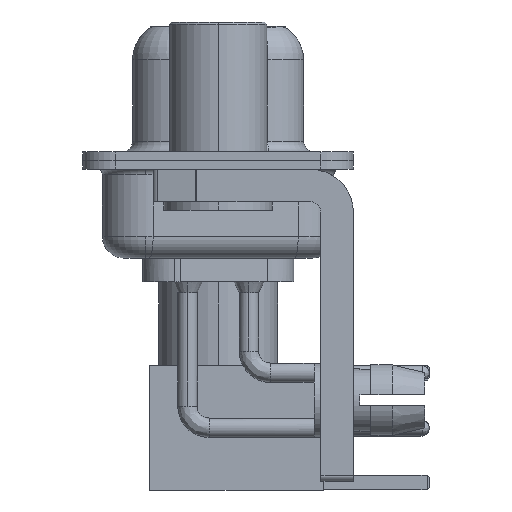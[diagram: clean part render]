
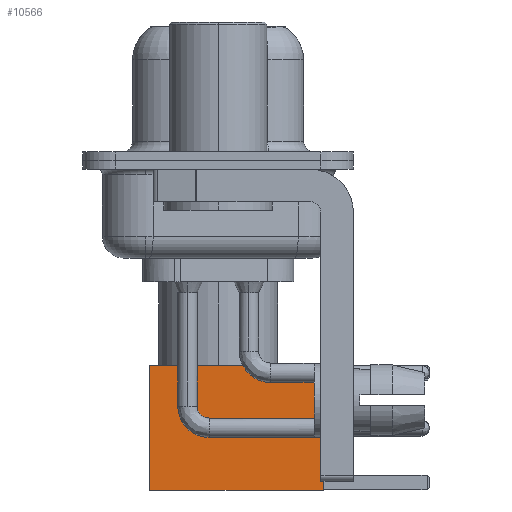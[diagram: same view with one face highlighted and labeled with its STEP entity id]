
A CAD part, left-side view. The second image highlights one B-rep face of the part: STEP entity #10566.
In plain terms, the highlighted face is planar.
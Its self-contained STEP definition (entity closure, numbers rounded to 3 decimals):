
#350 = EDGE_LOOP ( 'NONE', ( #20116, #17153, #10504, #19436 ) ) ;
#805 = CARTESIAN_POINT ( 'NONE',  ( -2.875, 2.875, 0. ) ) ;
#865 = DIRECTION ( 'NONE',  ( 0., 0., -1. ) ) ;
#1527 = EDGE_CURVE ( 'NONE', #18441, #18448, #16046, .T. ) ;
#1581 = CARTESIAN_POINT ( 'NONE',  ( 2.875, 2.875, 0. ) ) ;
#2666 = CARTESIAN_POINT ( 'NONE',  ( 2.875, 2.875, 0. ) ) ;
#3642 = CARTESIAN_POINT ( 'NONE',  ( 2.875, 2.875, 8. ) ) ;
#5273 = VECTOR ( 'NONE', #17151, 1000. ) ;
#5887 = PLANE ( 'NONE',  #9063 ) ;
#6372 = CARTESIAN_POINT ( 'NONE',  ( 0., 2.875, 8. ) ) ;
#8305 = CARTESIAN_POINT ( 'NONE',  ( -2.875, 2.875, 8. ) ) ;
#8831 = EDGE_CURVE ( 'NONE', #18441, #22010, #17464, .T. ) ;
#9063 = AXIS2_PLACEMENT_3D ( 'NONE', #15399, #23071, #23588 ) ;
#10274 = CARTESIAN_POINT ( 'NONE',  ( -2.875, 2.875, 0. ) ) ;
#10504 = ORIENTED_EDGE ( 'NONE', *, *, #21448, .F. ) ;
#10566 = ADVANCED_FACE ( 'NONE', ( #23197 ), #5887, .T. ) ;
#11699 = LINE ( 'NONE', #10274, #21340 ) ;
#14131 = DIRECTION ( 'NONE',  ( 0., 0., -1. ) ) ;
#15241 = LINE ( 'NONE', #19328, #5273 ) ;
#15399 = CARTESIAN_POINT ( 'NONE',  ( 2.875, 2.875, 0. ) ) ;
#16046 = LINE ( 'NONE', #2666, #18395 ) ;
#17151 = DIRECTION ( 'NONE',  ( -1., 0., 0. ) ) ;
#17153 = ORIENTED_EDGE ( 'NONE', *, *, #17512, .T. ) ;
#17464 = LINE ( 'NONE', #6372, #22102 ) ;
#17512 = EDGE_CURVE ( 'NONE', #18448, #20588, #15241, .T. ) ;
#18395 = VECTOR ( 'NONE', #865, 1000. ) ;
#18441 = VERTEX_POINT ( 'NONE', #3642 ) ;
#18448 = VERTEX_POINT ( 'NONE', #1581 ) ;
#19328 = CARTESIAN_POINT ( 'NONE',  ( 0., 2.875, 0. ) ) ;
#19436 = ORIENTED_EDGE ( 'NONE', *, *, #8831, .F. ) ;
#20116 = ORIENTED_EDGE ( 'NONE', *, *, #1527, .T. ) ;
#20588 = VERTEX_POINT ( 'NONE', #805 ) ;
#21340 = VECTOR ( 'NONE', #14131, 1000. ) ;
#21448 = EDGE_CURVE ( 'NONE', #22010, #20588, #11699, .T. ) ;
#22010 = VERTEX_POINT ( 'NONE', #8305 ) ;
#22028 = DIRECTION ( 'NONE',  ( -1., 0., 0. ) ) ;
#22102 = VECTOR ( 'NONE', #22028, 1000. ) ;
#23071 = DIRECTION ( 'NONE',  ( 0., 1., 0. ) ) ;
#23197 = FACE_OUTER_BOUND ( 'NONE', #350, .T. ) ;
#23588 = DIRECTION ( 'NONE',  ( 0., 0., 1. ) ) ;
